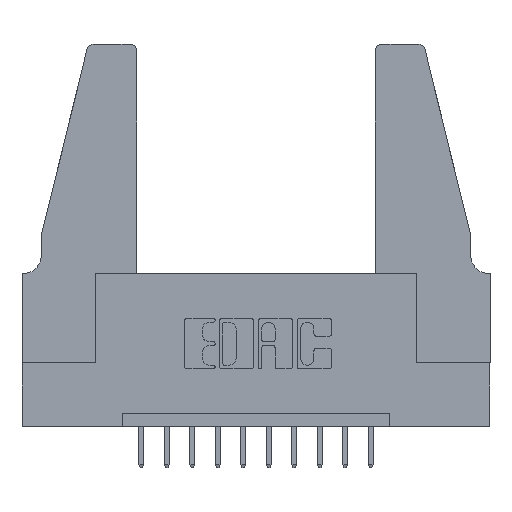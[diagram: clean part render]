
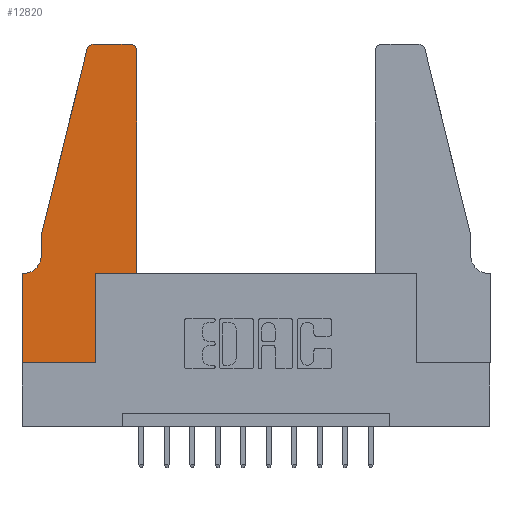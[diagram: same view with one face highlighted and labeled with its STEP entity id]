
A CAD part, top view. The second image highlights one B-rep face of the part: STEP entity #12820.
In plain terms, the highlighted planar face has unit normal (0, 0, 1).
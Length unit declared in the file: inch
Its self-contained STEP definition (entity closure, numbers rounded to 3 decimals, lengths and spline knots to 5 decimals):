
#28 = LINE ( 'NONE', #6974, #11250 ) ;
#58 = VECTOR ( 'NONE', #2936, 39.37008 ) ;
#991 = VERTEX_POINT ( 'NONE', #13381 ) ;
#1031 = DIRECTION ( 'NONE',  ( 0., -1., 0. ) ) ;
#1232 = VERTEX_POINT ( 'NONE', #3318 ) ;
#1329 = DIRECTION ( 'NONE',  ( 1., 0., 0. ) ) ;
#1471 = DIRECTION ( 'NONE',  ( 0., -1., 0. ) ) ;
#1561 = CARTESIAN_POINT ( 'NONE',  ( 0., 0., 0.37 ) ) ;
#1977 = CARTESIAN_POINT ( 'NONE',  ( 0.4505, 0.35, 0.37 ) ) ;
#2309 = VERTEX_POINT ( 'NONE', #12955 ) ;
#2335 = ORIENTED_EDGE ( 'NONE', *, *, #7373, .T. ) ;
#2529 = DIRECTION ( 'NONE',  ( 0., 0., 1. ) ) ;
#2614 = DIRECTION ( 'NONE',  ( 1., 0., 0. ) ) ;
#2651 = VERTEX_POINT ( 'NONE', #9331 ) ;
#2652 = EDGE_CURVE ( 'NONE', #2651, #12272, #12969, .T. ) ;
#2827 = EDGE_CURVE ( 'NONE', #2309, #991, #7054, .T. ) ;
#2920 = CARTESIAN_POINT ( 'NONE',  ( 0.25487, 1.22718, 0.37 ) ) ;
#2936 = DIRECTION ( 'NONE',  ( 0., 1., 0. ) ) ;
#3205 = LINE ( 'NONE', #1977, #8632 ) ;
#3223 = DIRECTION ( 'NONE',  ( 0., 1., 0. ) ) ;
#3318 = CARTESIAN_POINT ( 'NONE',  ( 0.0055, 0.35, 0.37 ) ) ;
#3448 = VERTEX_POINT ( 'NONE', #5439 ) ;
#3581 = VECTOR ( 'NONE', #11383, 39.37008 ) ;
#3583 = FACE_OUTER_BOUND ( 'NONE', #8244, .T. ) ;
#3585 = ORIENTED_EDGE ( 'NONE', *, *, #10934, .T. ) ;
#3644 = VERTEX_POINT ( 'NONE', #7231 ) ;
#3745 = VERTEX_POINT ( 'NONE', #2920 ) ;
#4091 = CARTESIAN_POINT ( 'NONE',  ( 0.284, 1.25, 0.37 ) ) ;
#4094 = EDGE_CURVE ( 'NONE', #3644, #5595, #7043, .T. ) ;
#4260 = LINE ( 'NONE', #1561, #8346 ) ;
#4425 = DIRECTION ( 'NONE',  ( 0., 0., 1. ) ) ;
#4771 = ORIENTED_EDGE ( 'NONE', *, *, #2827, .T. ) ;
#5439 = CARTESIAN_POINT ( 'NONE',  ( 0., 0., 0.37 ) ) ;
#5444 = VERTEX_POINT ( 'NONE', #4091 ) ;
#5595 = VERTEX_POINT ( 'NONE', #7733 ) ;
#5611 = ORIENTED_EDGE ( 'NONE', *, *, #7820, .T. ) ;
#5661 = EDGE_CURVE ( 'NONE', #6021, #3448, #4260, .T. ) ;
#5672 = PLANE ( 'NONE',  #11094 ) ;
#5719 = CARTESIAN_POINT ( 'NONE',  ( 0.4205, 1.22, 0.37 ) ) ;
#6021 = VERTEX_POINT ( 'NONE', #6151 ) ;
#6093 = CARTESIAN_POINT ( 'NONE',  ( 0.4205, 1.25, 0.37 ) ) ;
#6151 = CARTESIAN_POINT ( 'NONE',  ( 0., 0.35, 0.37 ) ) ;
#6313 = DIRECTION ( 'NONE',  ( 0., 0., -1. ) ) ;
#6735 = AXIS2_PLACEMENT_3D ( 'NONE', #10798, #4425, #12967 ) ;
#6869 = CARTESIAN_POINT ( 'NONE',  ( 0.0755, 0.42, 0.37 ) ) ;
#6974 = CARTESIAN_POINT ( 'NONE',  ( 0., 0., 0.37 ) ) ;
#7043 = LINE ( 'NONE', #13765, #58 ) ;
#7054 = LINE ( 'NONE', #8582, #12310 ) ;
#7109 = EDGE_CURVE ( 'NONE', #5595, #10071, #9675, .T. ) ;
#7231 = CARTESIAN_POINT ( 'NONE',  ( 0.4505, 0.35, 0.37 ) ) ;
#7373 = EDGE_CURVE ( 'NONE', #991, #3644, #3205, .T. ) ;
#7483 = DIRECTION ( 'NONE',  ( 1., 0., 0. ) ) ;
#7733 = CARTESIAN_POINT ( 'NONE',  ( 0.4505, 1.22, 0.37 ) ) ;
#7820 = EDGE_CURVE ( 'NONE', #12272, #1232, #11156, .T. ) ;
#8045 = DIRECTION ( 'NONE',  ( -1., 0., 0. ) ) ;
#8244 = EDGE_LOOP ( 'NONE', ( #11398, #11395, #13682, #13933, #5611, #3585, #9046, #9147, #4771, #2335, #11050, #8885 ) ) ;
#8346 = VECTOR ( 'NONE', #1471, 39.37008 ) ;
#8582 = CARTESIAN_POINT ( 'NONE',  ( 0.2865, 0.35, 0.37 ) ) ;
#8632 = VECTOR ( 'NONE', #7483, 39.37008 ) ;
#8775 = CARTESIAN_POINT ( 'NONE',  ( 0.2605, 1.25, 0.37 ) ) ;
#8885 = ORIENTED_EDGE ( 'NONE', *, *, #7109, .T. ) ;
#9046 = ORIENTED_EDGE ( 'NONE', *, *, #5661, .T. ) ;
#9147 = ORIENTED_EDGE ( 'NONE', *, *, #11588, .T. ) ;
#9331 = CARTESIAN_POINT ( 'NONE',  ( 0.0755, 0.5, 0.37 ) ) ;
#9593 = LINE ( 'NONE', #11330, #10601 ) ;
#9675 = CIRCLE ( 'NONE', #13027, 0.03 ) ;
#9725 = CIRCLE ( 'NONE', #6735, 0.03 ) ;
#9934 = DIRECTION ( 'NONE',  ( 0., 0., 1. ) ) ;
#10034 = LINE ( 'NONE', #13454, #3581 ) ;
#10071 = VERTEX_POINT ( 'NONE', #6093 ) ;
#10103 = DIRECTION ( 'NONE',  ( -1., 0., 0. ) ) ;
#10419 = LINE ( 'NONE', #8775, #12265 ) ;
#10599 = VECTOR ( 'NONE', #1031, 39.37008 ) ;
#10601 = VECTOR ( 'NONE', #8045, 39.37008 ) ;
#10798 = CARTESIAN_POINT ( 'NONE',  ( 0.284, 1.22, 0.37 ) ) ;
#10934 = EDGE_CURVE ( 'NONE', #1232, #6021, #9593, .T. ) ;
#11050 = ORIENTED_EDGE ( 'NONE', *, *, #4094, .T. ) ;
#11094 = AXIS2_PLACEMENT_3D ( 'NONE', #12303, #9934, #1329 ) ;
#11156 = CIRCLE ( 'NONE', #13301, 0.07 ) ;
#11250 = VECTOR ( 'NONE', #2614, 39.37008 ) ;
#11330 = CARTESIAN_POINT ( 'NONE',  ( 0.0755, 0.35, 0.37 ) ) ;
#11383 = DIRECTION ( 'NONE',  ( -0.239, -0.971, 0. ) ) ;
#11395 = ORIENTED_EDGE ( 'NONE', *, *, #12656, .T. ) ;
#11398 = ORIENTED_EDGE ( 'NONE', *, *, #11601, .T. ) ;
#11588 = EDGE_CURVE ( 'NONE', #3448, #2309, #28, .T. ) ;
#11601 = EDGE_CURVE ( 'NONE', #10071, #5444, #10419, .T. ) ;
#11727 = CARTESIAN_POINT ( 'NONE',  ( 0.0055, 0.42, 0.37 ) ) ;
#12265 = VECTOR ( 'NONE', #10103, 39.37008 ) ;
#12272 = VERTEX_POINT ( 'NONE', #6869 ) ;
#12286 = EDGE_CURVE ( 'NONE', #3745, #2651, #10034, .T. ) ;
#12302 = DIRECTION ( 'NONE',  ( 1., 0., 0. ) ) ;
#12303 = CARTESIAN_POINT ( 'NONE',  ( 0., 0.35, 0.37 ) ) ;
#12310 = VECTOR ( 'NONE', #3223, 39.37008 ) ;
#12656 = EDGE_CURVE ( 'NONE', #5444, #3745, #9725, .T. ) ;
#12820 = ADVANCED_FACE ( 'NONE', ( #3583 ), #5672, .T. ) ;
#12955 = CARTESIAN_POINT ( 'NONE',  ( 0.2865, 0., 0.37 ) ) ;
#12967 = DIRECTION ( 'NONE',  ( 1., 0., 0. ) ) ;
#12969 = LINE ( 'NONE', #13690, #10599 ) ;
#13027 = AXIS2_PLACEMENT_3D ( 'NONE', #5719, #2529, #12302 ) ;
#13301 = AXIS2_PLACEMENT_3D ( 'NONE', #11727, #6313, #13816 ) ;
#13381 = CARTESIAN_POINT ( 'NONE',  ( 0.2865, 0.35, 0.37 ) ) ;
#13454 = CARTESIAN_POINT ( 'NONE',  ( 0.0755, 0.5, 0.37 ) ) ;
#13682 = ORIENTED_EDGE ( 'NONE', *, *, #12286, .T. ) ;
#13690 = CARTESIAN_POINT ( 'NONE',  ( 0.0755, 0.5, 0.37 ) ) ;
#13765 = CARTESIAN_POINT ( 'NONE',  ( 0.4505, 0.35, 0.37 ) ) ;
#13816 = DIRECTION ( 'NONE',  ( -1., 0., 0. ) ) ;
#13933 = ORIENTED_EDGE ( 'NONE', *, *, #2652, .T. ) ;
